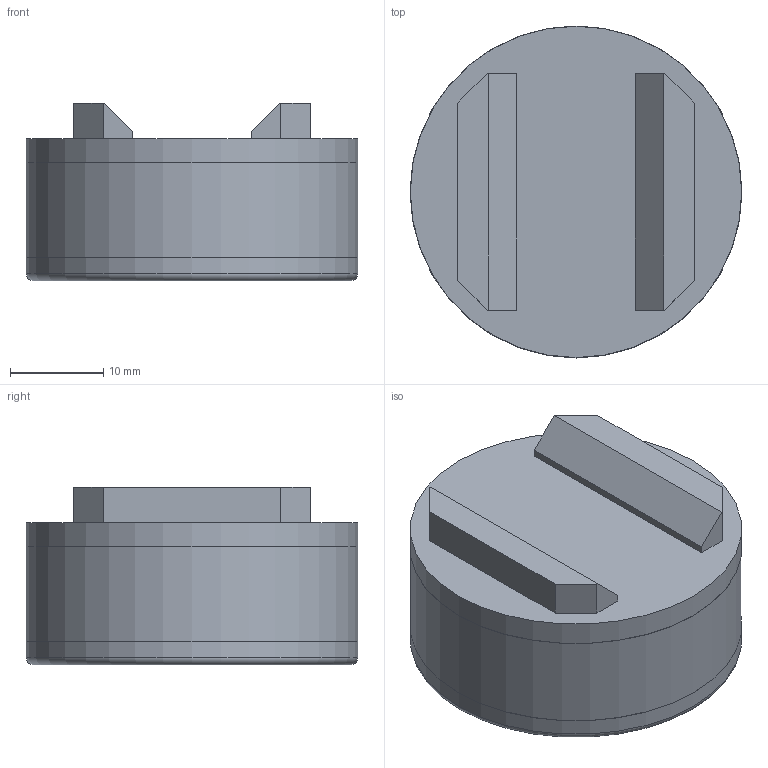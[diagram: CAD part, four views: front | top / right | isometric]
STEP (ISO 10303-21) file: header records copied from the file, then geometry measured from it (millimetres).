
FILE_DESCRIPTION(/* description */ (''),/* implementation_level */ '2;1');
FILE_NAME(/* name */ 'MH141-1A.stp',/* time_stamp */ '2017-05-05T17:18:53-04:00',/* author */ ('aneininger'),/* organization */ ('CONNECTION TECHNOLOGY CENTER'),/* preprocessor_version */ 'ST-DEVELOPER v16.5',/* originating_system */ 'Autodesk Inventor 2017',/* authorisation */ '');
FILE_SCHEMA (('AUTOMOTIVE_DESIGN { 1 0 10303 214 3 1 1 }'));
Length unit declared in the file: inch
Products named in the file (1): Part16
Bounding box: 35.61 x 35.61 x 19.05 mm (x, y, z)
Volume: 15942.3 mm3; surface area: 4628.9 mm2
Topology: 1 solids, 3 shells, 38 faces, 84 edges, 56 vertices
Faces by surface type: plane 32, cylinder 4, torus 1, cone 1
Full cylindrical faces by diameter (mm): 4.14 x1, 35.56 x2, 35.611 x1
Entity records: 1072 total; most frequent: CARTESIAN_POINT 167, DIRECTION 162, ORIENTED_EDGE 150, EDGE_CURVE 75, LINE 66, VECTOR 66, VERTEX_POINT 53, EDGE_LOOP 48
